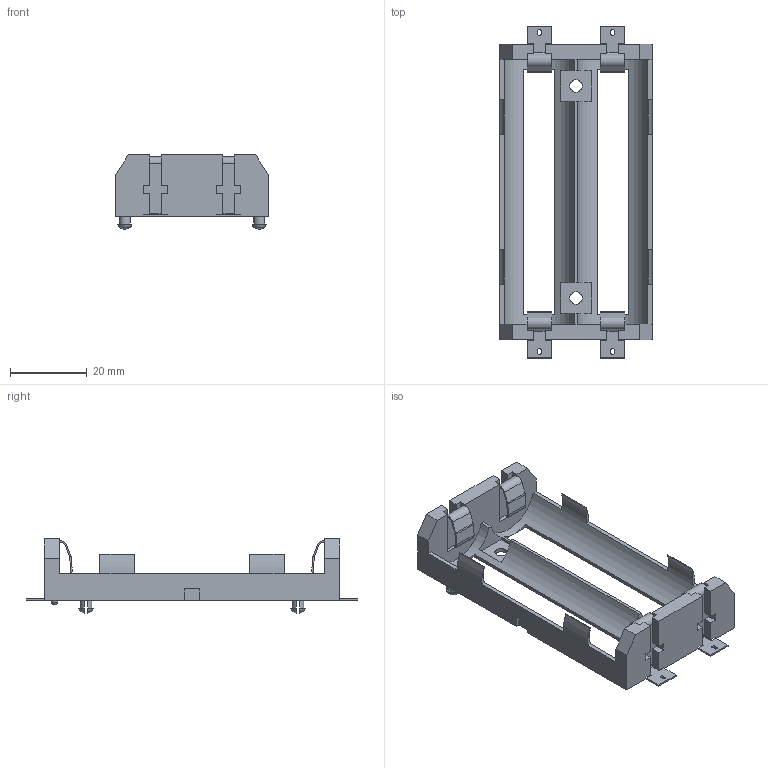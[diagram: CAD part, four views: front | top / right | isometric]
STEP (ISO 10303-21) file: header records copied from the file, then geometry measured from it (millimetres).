
FILE_DESCRIPTION(('STEP AP214'), '1');
FILE_NAME('Hold_18650-2p_smd', '', ('UNSPECIFIED'), ('UNSPECIFIED'), 'C3D Converter', 'C3D Toolkit', '');
FILE_SCHEMA(('AUTOMOTIVE_DESIGN { 1 0 10303 214 3 1 1}'));
Length unit declared in the file: millimetre
Assembly tree (5 placements, depth 2):
  (unnamed)
    (unnamed)  x4
    (unnamed)
Bounding box: 39.6 x 86.44 x 19.3 mm (x, y, z)
Volume: 9604.2 mm3; surface area: 11023.7 mm2
Topology: 5 solids, 5 shells, 371 faces, 927 edges, 571 vertices
Faces by surface type: plane 313, cylinder 53, torus 5
Full cylindrical faces by diameter (mm): 1.6 x1, 3.2 x2
Entity records: 7388 total; most frequent: CARTESIAN_POINT 1611, ORIENTED_EDGE 1174, DIRECTION 1112, EDGE_CURVE 587, LINE 508, VECTOR 508, VERTEX_POINT 379, AXIS2_PLACEMENT_3D 302
